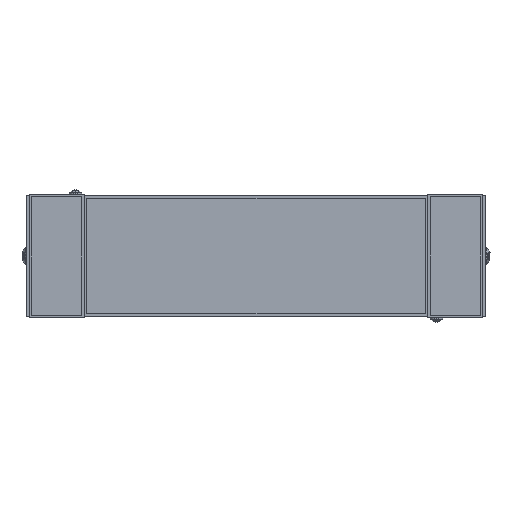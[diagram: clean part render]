
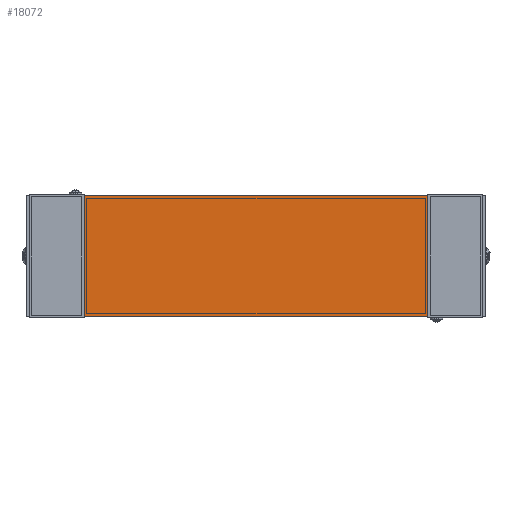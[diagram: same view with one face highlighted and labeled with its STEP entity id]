
A CAD part, left-side view. The second image highlights one B-rep face of the part: STEP entity #18072.
In plain terms, the highlighted planar face has unit normal (-1, 0, 0).
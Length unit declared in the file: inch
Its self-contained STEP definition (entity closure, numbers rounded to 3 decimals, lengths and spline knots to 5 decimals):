
#2135 = VERTEX_POINT ( 'NONE', #28601 ) ;
#2763 = ORIENTED_EDGE ( 'NONE', *, *, #10299, .F. ) ;
#3140 = CARTESIAN_POINT ( 'NONE',  ( -23.58268, 5.49213, -1.92913 ) ) ;
#3336 = CARTESIAN_POINT ( 'NONE',  ( -23.58268, -5.49213, 0. ) ) ;
#5990 = EDGE_CURVE ( 'NONE', #16655, #43074, #38024, .T. ) ;
#6687 = LINE ( 'NONE', #20308, #9692 ) ;
#7516 = DIRECTION ( 'NONE',  ( 1., 0., 0. ) ) ;
#8506 = ORIENTED_EDGE ( 'NONE', *, *, #5990, .F. ) ;
#9692 = VECTOR ( 'NONE', #26683, 39.37008 ) ;
#10299 = EDGE_CURVE ( 'NONE', #14018, #16655, #13306, .T. ) ;
#11314 = VECTOR ( 'NONE', #13725, 39.37008 ) ;
#13306 = LINE ( 'NONE', #16132, #25546 ) ;
#13725 = DIRECTION ( 'NONE',  ( 0., 0., -1. ) ) ;
#14018 = VERTEX_POINT ( 'NONE', #16267 ) ;
#14563 = CARTESIAN_POINT ( 'NONE',  ( -23.58268, 0., 0. ) ) ;
#14711 = DIRECTION ( 'NONE',  ( 0., 0., 1. ) ) ;
#16132 = CARTESIAN_POINT ( 'NONE',  ( -23.58268, 0., -1.92913 ) ) ;
#16267 = CARTESIAN_POINT ( 'NONE',  ( -23.58268, -5.49213, -1.92913 ) ) ;
#16655 = VERTEX_POINT ( 'NONE', #3140 ) ;
#18072 = ADVANCED_FACE ( 'NONE', ( #23571 ), #34538, .F. ) ;
#20308 = CARTESIAN_POINT ( 'NONE',  ( -23.58268, 0., 1.92913 ) ) ;
#22039 = VECTOR ( 'NONE', #14711, 39.37008 ) ;
#23571 = FACE_OUTER_BOUND ( 'NONE', #41129, .T. ) ;
#24395 = EDGE_CURVE ( 'NONE', #2135, #14018, #27081, .T. ) ;
#25546 = VECTOR ( 'NONE', #33266, 39.37008 ) ;
#26624 = AXIS2_PLACEMENT_3D ( 'NONE', #14563, #7516, #31029 ) ;
#26683 = DIRECTION ( 'NONE',  ( 0., -1., 0. ) ) ;
#27081 = LINE ( 'NONE', #3336, #11314 ) ;
#28601 = CARTESIAN_POINT ( 'NONE',  ( -23.58268, -5.49213, 1.92913 ) ) ;
#29479 = CARTESIAN_POINT ( 'NONE',  ( -23.58268, 5.49213, 1.92913 ) ) ;
#30038 = ORIENTED_EDGE ( 'NONE', *, *, #24395, .F. ) ;
#31029 = DIRECTION ( 'NONE',  ( 0., 0., 1. ) ) ;
#31399 = CARTESIAN_POINT ( 'NONE',  ( -23.58268, 5.49213, 0. ) ) ;
#33266 = DIRECTION ( 'NONE',  ( 0., 1., 0. ) ) ;
#34538 = PLANE ( 'NONE',  #26624 ) ;
#35223 = ORIENTED_EDGE ( 'NONE', *, *, #40801, .F. ) ;
#38024 = LINE ( 'NONE', #31399, #22039 ) ;
#40801 = EDGE_CURVE ( 'NONE', #43074, #2135, #6687, .T. ) ;
#41129 = EDGE_LOOP ( 'NONE', ( #8506, #2763, #30038, #35223 ) ) ;
#43074 = VERTEX_POINT ( 'NONE', #29479 ) ;
